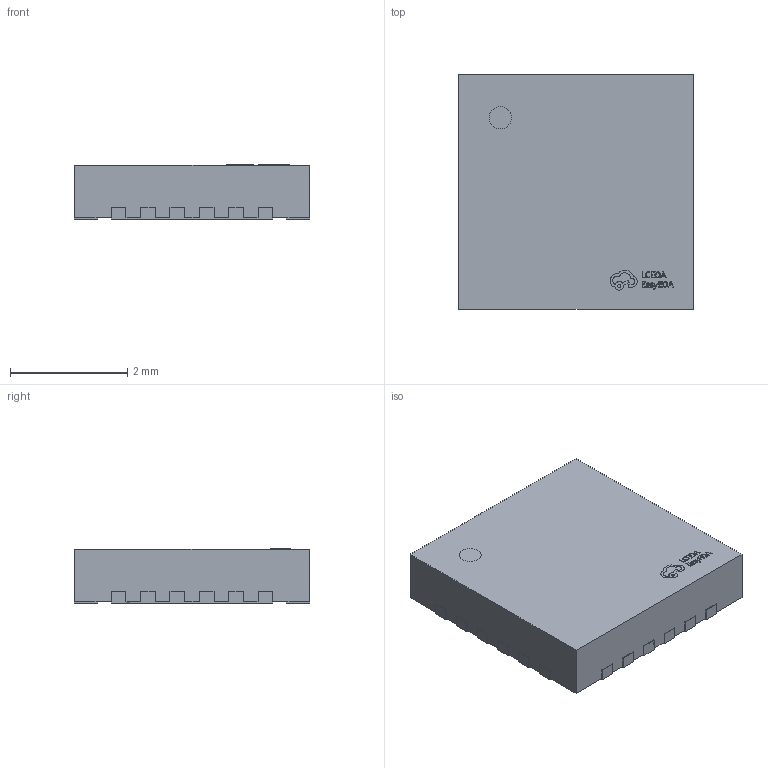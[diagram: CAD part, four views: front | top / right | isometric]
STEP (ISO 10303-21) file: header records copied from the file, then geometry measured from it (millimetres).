
FILE_DESCRIPTION (( 'STEP AP214' ), '1' );
FILE_NAME ('QFN-24_L4.0-W4.0-P0.50-TL-EP2.7.STEP', '2024-07-22T09:51:48', ( '' ), ( '' ), 'SwSTEP 2.0', 'SolidWorks 2021', '' );
FILE_SCHEMA (( 'AUTOMOTIVE_DESIGN' ));
Length unit declared in the file: millimetre
Products named in the file (1): QFN-24_L4.0-W4.0-P0.50-TL-EP2.7
Bounding box: 4.02 x 4.02 x 0.92 mm (x, y, z)
Volume: 14.6 mm3; surface area: 47.4 mm2
Topology: 1 solids, 1 shells, 383 faces, 1080 edges, 720 vertices
Faces by surface type: plane 283, bspline 98, cylinder 2
Entity records: 16977 total; most frequent: CARTESIAN_POINT 3490, ORIENTED_EDGE 2160, DIRECTION 1456, EDGE_CURVE 1080, LINE 876, VECTOR 876, VERTEX_POINT 720, EDGE_LOOP 404
